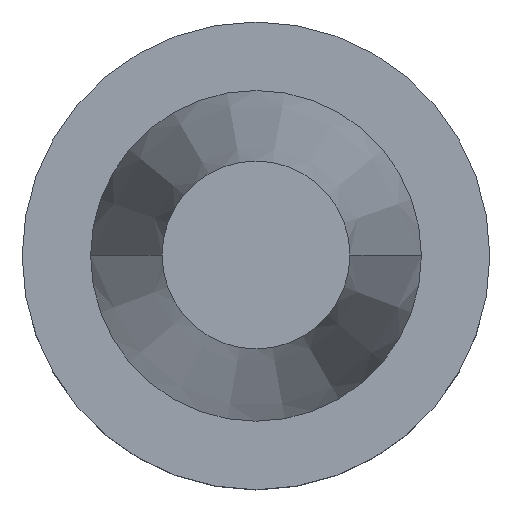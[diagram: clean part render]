
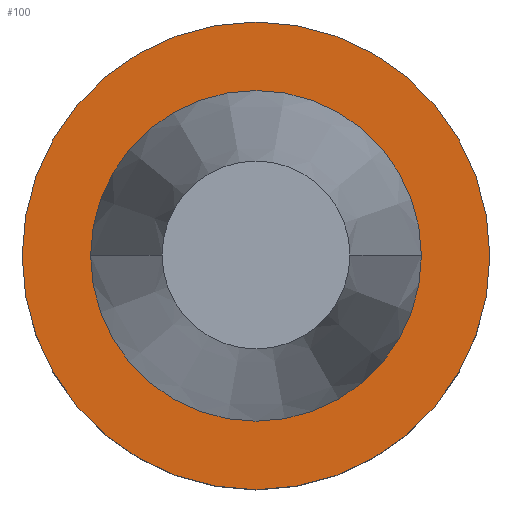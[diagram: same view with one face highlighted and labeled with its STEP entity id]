
A CAD part, top view. The second image highlights one B-rep face of the part: STEP entity #100.
In plain terms, the highlighted planar face has unit normal (0, 0, 1).
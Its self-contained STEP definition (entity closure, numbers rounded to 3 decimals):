
#44=FACE_BOUND('',#161,.T.);
#45=FACE_BOUND('',#162,.T.);
#82=PLANE('',#648);
#100=ADVANCED_FACE('',(#44,#45),#82,.F.);
#161=EDGE_LOOP('',(#293));
#162=EDGE_LOOP('',(#294,#295));
#216=CIRCLE('',#645,50.);
#217=CIRCLE('',#646,35.362);
#218=CIRCLE('',#647,35.362);
#293=ORIENTED_EDGE('',*,*,#498,.T.);
#294=ORIENTED_EDGE('',*,*,#499,.T.);
#295=ORIENTED_EDGE('',*,*,#500,.T.);
#432=VERTEX_POINT('',#1035);
#433=VERTEX_POINT('',#1037);
#434=VERTEX_POINT('',#1038);
#498=EDGE_CURVE('',#432,#432,#216,.T.);
#499=EDGE_CURVE('',#433,#434,#217,.T.);
#500=EDGE_CURVE('',#434,#433,#218,.T.);
#645=AXIS2_PLACEMENT_3D('',#1034,#769,#770);
#646=AXIS2_PLACEMENT_3D('',#1036,#771,#772);
#647=AXIS2_PLACEMENT_3D('',#1039,#773,#774);
#648=AXIS2_PLACEMENT_3D('',#1040,#775,#776);
#769=DIRECTION('',(0.,0.,1.));
#770=DIRECTION('',(-1.,0.,0.));
#771=DIRECTION('',(0.,0.,-1.));
#772=DIRECTION('',(-1.,0.,0.));
#773=DIRECTION('',(0.,0.,-1.));
#774=DIRECTION('',(-1.,0.,0.));
#775=DIRECTION('',(0.,0.,-1.));
#776=DIRECTION('',(1.,0.,0.));
#1034=CARTESIAN_POINT('',(0.,0.,-3.));
#1035=CARTESIAN_POINT('',(-50.,0.,-3.));
#1036=CARTESIAN_POINT('',(0.,0.,-3.));
#1037=CARTESIAN_POINT('',(35.363,0.,-3.));
#1038=CARTESIAN_POINT('',(-35.362,0.,-3.));
#1039=CARTESIAN_POINT('',(0.,0.,-3.));
#1040=CARTESIAN_POINT('',(0.,35.398,-3.));
